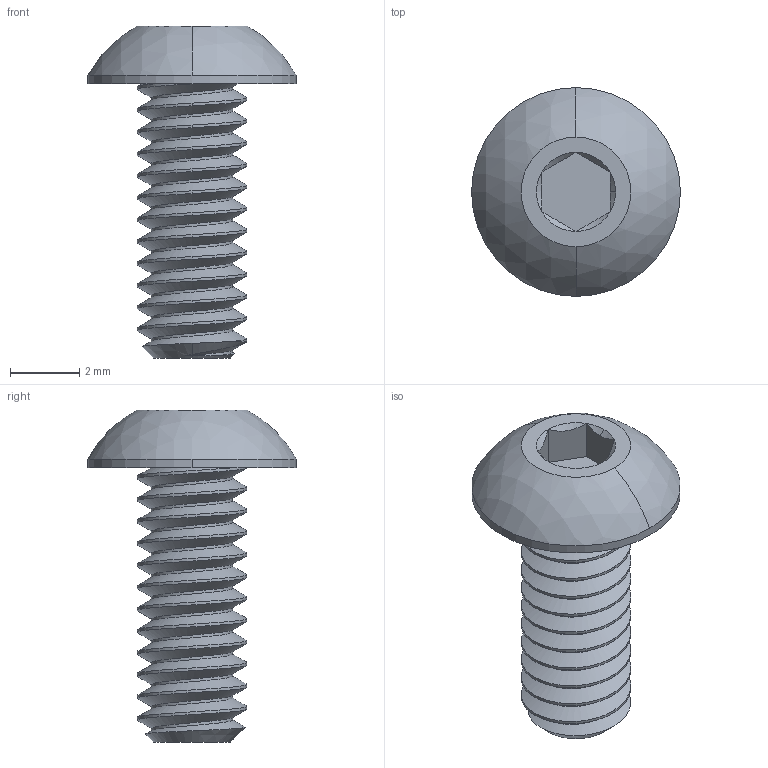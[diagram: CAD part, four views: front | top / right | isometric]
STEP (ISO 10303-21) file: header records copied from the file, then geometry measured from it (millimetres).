
FILE_DESCRIPTION (( 'STEP AP203' ), '1' );
FILE_NAME ('91255A127.step', '2014-02-28T19:14:31', ( '' ), ( '' ), 'SwSTEP 2.0', 'SolidWorks 2012', '' );
FILE_SCHEMA (( 'CONFIG_CONTROL_DESIGN' ));
Length unit declared in the file: inch
Products named in the file (1): 91255A127
Bounding box: 6.05 x 6.05 x 9.61 mm (x, y, z)
Volume: 78.6 mm3; surface area: 197.2 mm2
Topology: 1 solids, 1 shells, 51 faces, 129 edges, 82 vertices
Faces by surface type: cylinder 26, cone 10, plane 10, bspline 3, sphere 2
Entity records: 3089 total; most frequent: CARTESIAN_POINT 1961, ORIENTED_EDGE 258, DIRECTION 181, EDGE_CURVE 129, VERTEX_POINT 82, AXIS2_PLACEMENT_3D 70, EDGE_LOOP 53, ADVANCED_FACE 51
